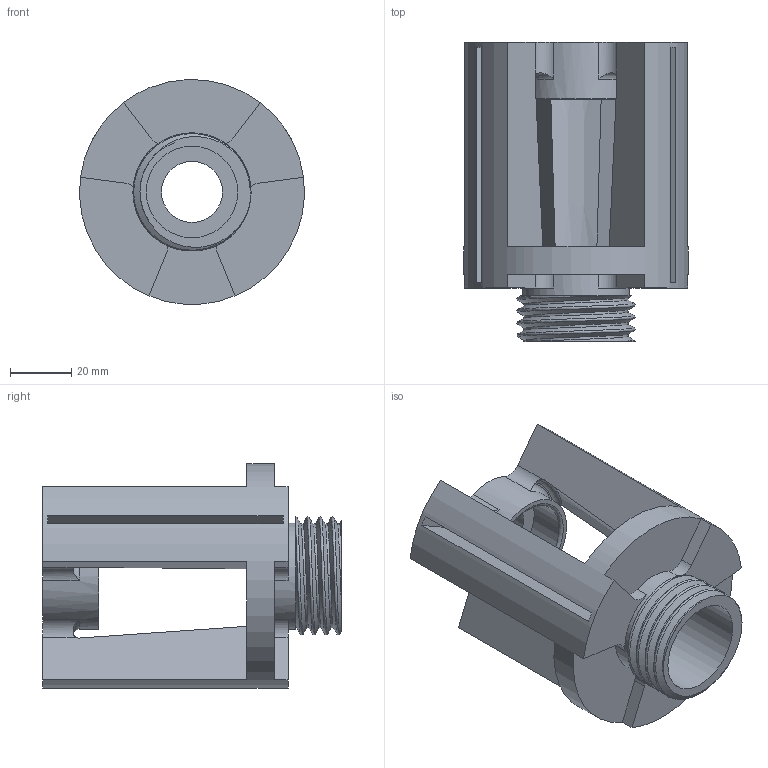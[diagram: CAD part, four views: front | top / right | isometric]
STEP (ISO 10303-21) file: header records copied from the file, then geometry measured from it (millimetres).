
FILE_DESCRIPTION(/* description */ (''),/* implementation_level */ '2;1');
FILE_NAME(/* name */ '',/* time_stamp */ '2023-09-28T22:44:35-04:00',/* author */ (''),/* organization */ (''),/* preprocessor_version */ 'ST-DEVELOPER v20',/* originating_system */ 'Autodesk Translation Framework v12.14.0.127',/* authorisation */ '');
FILE_SCHEMA (('AUTOMOTIVE_DESIGN { 1 0 10303 214 3 1 1 }'));
Length unit declared in the file: millimetre
Products named in the file (1): 3”F15LatchMech
Bounding box: 73.75 x 98 x 73.75 mm (x, y, z)
Volume: 118479.1 mm3; surface area: 43062 mm2
Topology: 1 solids, 1 shells, 80 faces, 231 edges, 153 vertices
Faces by surface type: plane 43, cylinder 23, torus 7, cone 4, bspline 3
Full cylindrical faces by diameter (mm): 20 x1, 30 x2, 34.132 x3, 35 x2, 73.787 x1
Entity records: 4279 total; most frequent: CARTESIAN_POINT 2095, ORIENTED_EDGE 462, DIRECTION 449, EDGE_CURVE 231, AXIS2_PLACEMENT_3D 171, VERTEX_POINT 153, LINE 107, VECTOR 107
